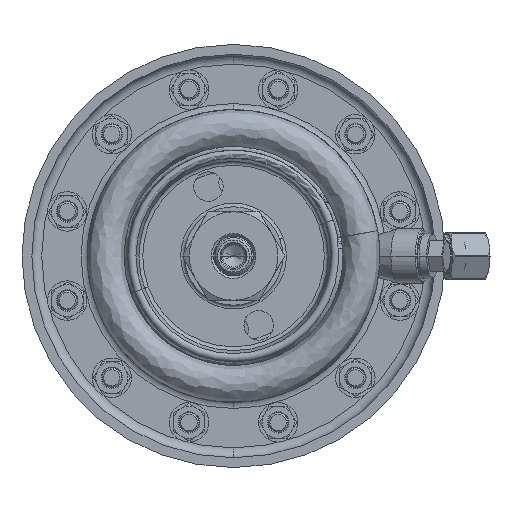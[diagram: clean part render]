
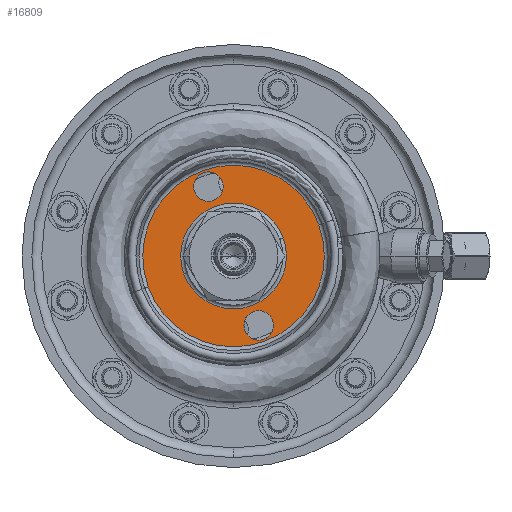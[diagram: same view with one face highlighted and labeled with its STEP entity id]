
A CAD part, front view. The second image highlights one B-rep face of the part: STEP entity #16809.
In plain terms, the highlighted face is planar.
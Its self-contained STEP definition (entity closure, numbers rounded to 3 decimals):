
#15310=CARTESIAN_POINT('',(0.,0.,1.));
#15311=DIRECTION('',(0.,0.,1.));
#15312=DIRECTION('',(-1.,0.,0.));
#15313=AXIS2_PLACEMENT_3D('',#15310,#15311,#15312);
#15315=CARTESIAN_POINT('',(0.,0.,1.));
#15316=DIRECTION('',(0.,0.,1.));
#15317=DIRECTION('',(1.,0.,0.));
#15318=AXIS2_PLACEMENT_3D('',#15315,#15316,#15317);
#15320=CARTESIAN_POINT('',(0.,0.,1.));
#15321=DIRECTION('',(0.,0.,1.));
#15322=DIRECTION('',(-1.,0.,0.));
#15323=AXIS2_PLACEMENT_3D('',#15320,#15321,#15322);
#15325=CARTESIAN_POINT('',(0.,0.,1.));
#15326=DIRECTION('',(0.,0.,1.));
#15327=DIRECTION('',(1.,0.,0.));
#15328=AXIS2_PLACEMENT_3D('',#15325,#15326,#15327);
#15330=CARTESIAN_POINT('',(0.,-30.,1.));
#15331=DIRECTION('',(0.,0.,1.));
#15332=DIRECTION('',(0.,-1.,0.));
#15333=AXIS2_PLACEMENT_3D('',#15330,#15331,#15332);
#15335=CARTESIAN_POINT('',(0.,-30.,1.));
#15336=DIRECTION('',(0.,0.,1.));
#15337=DIRECTION('',(0.,1.,0.));
#15338=AXIS2_PLACEMENT_3D('',#15335,#15336,#15337);
#15340=CARTESIAN_POINT('',(0.,30.,1.));
#15341=DIRECTION('',(0.,0.,1.));
#15342=DIRECTION('',(0.,-1.,0.));
#15343=AXIS2_PLACEMENT_3D('',#15340,#15341,#15342);
#15345=CARTESIAN_POINT('',(0.,30.,1.));
#15346=DIRECTION('',(0.,0.,1.));
#15347=DIRECTION('',(0.,1.,0.));
#15348=AXIS2_PLACEMENT_3D('',#15345,#15346,#15347);
#16477=CARTESIAN_POINT('',(0.,-36.,1.));
#16478=CARTESIAN_POINT('',(0.,-24.,1.));
#16479=VERTEX_POINT('',#16477);
#16480=VERTEX_POINT('',#16478);
#16481=CARTESIAN_POINT('',(0.,24.,1.));
#16482=CARTESIAN_POINT('',(0.,36.,1.));
#16483=VERTEX_POINT('',#16481);
#16484=VERTEX_POINT('',#16482);
#16501=CARTESIAN_POINT('',(-21.483,0.,1.));
#16502=CARTESIAN_POINT('',(21.483,0.,1.));
#16503=VERTEX_POINT('',#16501);
#16504=VERTEX_POINT('',#16502);
#16525=CARTESIAN_POINT('',(-36.897,0.,1.));
#16526=CARTESIAN_POINT('',(36.897,0.,1.));
#16527=VERTEX_POINT('',#16525);
#16528=VERTEX_POINT('',#16526);
#16783=CARTESIAN_POINT('',(0.,0.,1.));
#16784=DIRECTION('',(0.,0.,1.));
#16785=DIRECTION('',(-1.,0.,0.));
#16786=AXIS2_PLACEMENT_3D('',#16783,#16784,#16785);
#16787=PLANE('',#16786);
#16789=ORIENTED_EDGE('',*,*,#16788,.T.);
#16791=ORIENTED_EDGE('',*,*,#16790,.T.);
#16792=EDGE_LOOP('',(#16789,#16791));
#16793=FACE_OUTER_BOUND('',#16792,.F.);
#16795=ORIENTED_EDGE('',*,*,#16794,.F.);
#16797=ORIENTED_EDGE('',*,*,#16796,.F.);
#16798=EDGE_LOOP('',(#16795,#16797));
#16799=FACE_BOUND('',#16798,.F.);
#16800=ORIENTED_EDGE('',*,*,#16709,.F.);
#16802=ORIENTED_EDGE('',*,*,#16801,.F.);
#16803=EDGE_LOOP('',(#16800,#16802));
#16804=FACE_BOUND('',#16803,.F.);
#16805=ORIENTED_EDGE('',*,*,#16761,.F.);
#16806=ORIENTED_EDGE('',*,*,#16777,.F.);
#16807=EDGE_LOOP('',(#16805,#16806));
#16808=FACE_BOUND('',#16807,.F.);
#15314=CIRCLE('',#15313,21.483);
#15319=CIRCLE('',#15318,21.483);
#15324=CIRCLE('',#15323,36.897);
#15329=CIRCLE('',#15328,36.897);
#15334=CIRCLE('',#15333,6.);
#15339=CIRCLE('',#15338,6.);
#15344=CIRCLE('',#15343,6.);
#15349=CIRCLE('',#15348,6.);
#16709=EDGE_CURVE('',#16479,#16480,#15334,.T.);
#16761=EDGE_CURVE('',#16483,#16484,#15344,.T.);
#16777=EDGE_CURVE('',#16484,#16483,#15349,.T.);
#16788=EDGE_CURVE('',#16527,#16528,#15324,.T.);
#16790=EDGE_CURVE('',#16528,#16527,#15329,.T.);
#16794=EDGE_CURVE('',#16503,#16504,#15314,.T.);
#16796=EDGE_CURVE('',#16504,#16503,#15319,.T.);
#16801=EDGE_CURVE('',#16480,#16479,#15339,.T.);
#16809=ADVANCED_FACE('',(#16793,#16799,#16804,#16808),#16787,.F.);
